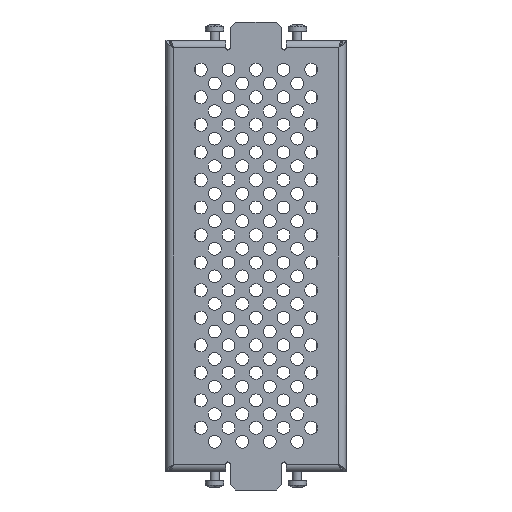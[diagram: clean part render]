
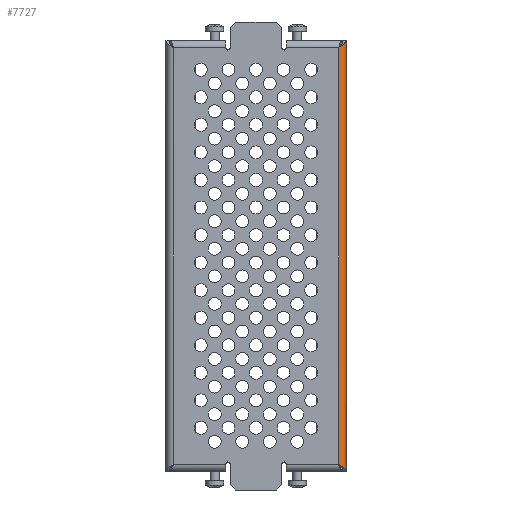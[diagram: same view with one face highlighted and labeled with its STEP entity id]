
A CAD part, left-side view. The second image highlights one B-rep face of the part: STEP entity #7727.
In plain terms, the highlighted cylindrical face has radius 4 mm (diameter 8 mm), a partial arc.
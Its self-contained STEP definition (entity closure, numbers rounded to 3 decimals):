
#120 = EDGE_CURVE ( 'NONE', #13894, #13259, #12902, .T. ) ;
#440 = CARTESIAN_POINT ( 'NONE',  ( -115.567, 48.014, -1.357 ) ) ;
#1339 = VERTEX_POINT ( 'NONE', #16239 ) ;
#1397 = CARTESIAN_POINT ( 'NONE',  ( 116.067, 48.495, -1.986 ) ) ;
#1734 = CARTESIAN_POINT ( 'NONE',  ( -113.4, 45., 0. ) ) ;
#1845 = CARTESIAN_POINT ( 'NONE',  ( -115.734, 48.181, -1.56 ) ) ;
#2319 = LINE ( 'NONE', #5859, #11037 ) ;
#2726 = ORIENTED_EDGE ( 'NONE', *, *, #11685, .T. ) ;
#2826 = CARTESIAN_POINT ( 'NONE',  ( 114.733, 47.014, -0.505 ) ) ;
#3282 = CARTESIAN_POINT ( 'NONE',  ( -117.232, 49., -3.736 ) ) ;
#3346 = CARTESIAN_POINT ( 'NONE',  ( -117.066, 48.974, -3.475 ) ) ;
#3932 = VECTOR ( 'NONE', #7867, 1000. ) ;
#4577 = CARTESIAN_POINT ( 'NONE',  ( -116.231, 48.594, -2.224 ) ) ;
#5028 = CARTESIAN_POINT ( 'NONE',  ( -113.4, 49., -4. ) ) ;
#5115 = EDGE_CURVE ( 'NONE', #17342, #13259, #2319, .T. ) ;
#5624 = CARTESIAN_POINT ( 'NONE',  ( 117.067, 49., -3.476 ) ) ;
#5859 = CARTESIAN_POINT ( 'NONE',  ( -117.4, 45., 0. ) ) ;
#5978 = DIRECTION ( 'NONE',  ( 1., 0., 0. ) ) ;
#6024 = CARTESIAN_POINT ( 'NONE',  ( -116.566, 48.796, -2.71 ) ) ;
#6080 = CARTESIAN_POINT ( 'NONE',  ( -114.736, 47.018, -0.506 ) ) ;
#6914 = DIRECTION ( 'NONE',  ( -1., 0., 0. ) ) ;
#7026 = CARTESIAN_POINT ( 'NONE',  ( 115.733, 48.199, -1.542 ) ) ;
#7727 = ADVANCED_FACE ( 'NONE', ( #8569 ), #12144, .T. ) ;
#7864 = B_SPLINE_CURVE_WITH_KNOTS ( 'NONE', 3,
 ( #1734, #17491, #17432, #6080, #8946, #440, #1845, #17549, #4577, #6024, #11841, #3346, #3282, #16084 ),
 .UNSPECIFIED., .F., .F.,
 ( 4, 2, 2, 2, 2, 2, 4 ),
 ( 0., 0.002, 0.004, 0.005, 0.006, 0.006, 0.007 ),
 .UNSPECIFIED. ) ;
#7867 = DIRECTION ( 'NONE',  ( -1., 0., 0. ) ) ;
#8569 = FACE_OUTER_BOUND ( 'NONE', #18233, .T. ) ;
#8946 = CARTESIAN_POINT ( 'NONE',  ( -115.063, 47.454, -0.798 ) ) ;
#9185 = CARTESIAN_POINT ( 'NONE',  ( 113.733, 45.524, 0. ) ) ;
#11037 = VECTOR ( 'NONE', #5978, 1000. ) ;
#11206 = DIRECTION ( 'NONE',  ( 0., 0., 1. ) ) ;
#11398 = CARTESIAN_POINT ( 'NONE',  ( 115.067, 47.458, -0.801 ) ) ;
#11467 = AXIS2_PLACEMENT_3D ( 'NONE', #15699, #6914, #11206 ) ;
#11685 = EDGE_CURVE ( 'NONE', #13894, #1339, #17475, .T. ) ;
#11841 = CARTESIAN_POINT ( 'NONE',  ( -116.733, 48.872, -2.963 ) ) ;
#11868 = ORIENTED_EDGE ( 'NONE', *, *, #5115, .T. ) ;
#12144 = CYLINDRICAL_SURFACE ( 'NONE', #11467, 4. ) ;
#12185 = ORIENTED_EDGE ( 'NONE', *, *, #18373, .F. ) ;
#12493 = CARTESIAN_POINT ( 'NONE',  ( 113.4, 45., 0. ) ) ;
#12783 = CARTESIAN_POINT ( 'NONE',  ( 114.067, 46.047, -0.104 ) ) ;
#12902 = B_SPLINE_CURVE_WITH_KNOTS ( 'NONE', 3,
 ( #18384, #5624, #15583, #1397, #7026, #11398, #2826, #12783, #9185, #14761 ),
 .UNSPECIFIED., .F., .F.,
 ( 4, 2, 2, 2, 4 ),
 ( 0., 0.25, 0.5, 0.75, 1. ),
 .UNSPECIFIED. ) ;
#13259 = VERTEX_POINT ( 'NONE', #12493 ) ;
#13894 = VERTEX_POINT ( 'NONE', #16664 ) ;
#14212 = ORIENTED_EDGE ( 'NONE', *, *, #120, .F. ) ;
#14761 = CARTESIAN_POINT ( 'NONE',  ( 113.4, 45., 0. ) ) ;
#15583 = CARTESIAN_POINT ( 'NONE',  ( 116.733, 48.896, -2.953 ) ) ;
#15699 = CARTESIAN_POINT ( 'NONE',  ( 234.851, 45., -4. ) ) ;
#16084 = CARTESIAN_POINT ( 'NONE',  ( -117.4, 49., -4. ) ) ;
#16239 = CARTESIAN_POINT ( 'NONE',  ( -117.4, 49., -4. ) ) ;
#16533 = CARTESIAN_POINT ( 'NONE',  ( -113.4, 45., 0. ) ) ;
#16664 = CARTESIAN_POINT ( 'NONE',  ( 117.4, 49., -4. ) ) ;
#17342 = VERTEX_POINT ( 'NONE', #16533 ) ;
#17432 = CARTESIAN_POINT ( 'NONE',  ( -114.063, 46.042, -0.102 ) ) ;
#17475 = LINE ( 'NONE', #5028, #3932 ) ;
#17491 = CARTESIAN_POINT ( 'NONE',  ( -113.736, 45.528, 0. ) ) ;
#17549 = CARTESIAN_POINT ( 'NONE',  ( -116.065, 48.47, -1.994 ) ) ;
#18233 = EDGE_LOOP ( 'NONE', ( #11868, #14212, #2726, #12185 ) ) ;
#18373 = EDGE_CURVE ( 'NONE', #17342, #1339, #7864, .T. ) ;
#18384 = CARTESIAN_POINT ( 'NONE',  ( 117.4, 49., -4. ) ) ;
